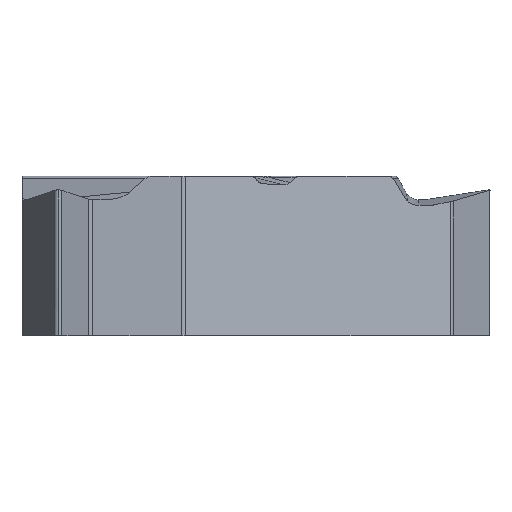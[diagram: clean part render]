
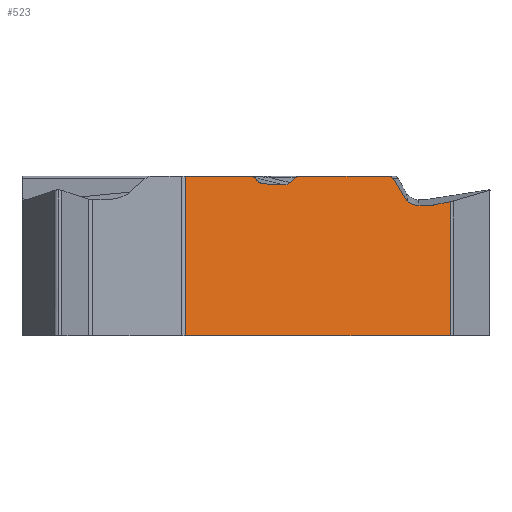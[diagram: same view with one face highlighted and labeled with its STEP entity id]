
A CAD part, front view. The second image highlights one B-rep face of the part: STEP entity #523.
In plain terms, the highlighted planar face has unit normal (0.5, -0.866, 0).
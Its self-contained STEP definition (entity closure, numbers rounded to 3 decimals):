
#56=PLANE('',#1775);
#96=FACE_OUTER_BOUND('',#672,.T.);
#192=ELLIPSE('',#1768,0.37,0.33);
#193=ELLIPSE('',#1769,0.401,0.33);
#194=ELLIPSE('',#1770,0.177,0.15);
#195=ELLIPSE('',#1771,0.167,0.15);
#196=ELLIPSE('',#1772,0.314,0.3);
#197=ELLIPSE('',#1773,0.314,0.3);
#198=ELLIPSE('',#1774,0.15,0.15);
#269=LINE('',#2960,#410);
#270=LINE('',#2963,#411);
#271=LINE('',#2965,#412);
#272=LINE('',#2969,#413);
#273=LINE('',#2973,#414);
#274=LINE('',#2977,#415);
#275=LINE('',#2981,#416);
#276=LINE('',#2985,#417);
#277=LINE('',#2989,#418);
#278=LINE('',#2993,#419);
#279=LINE('',#2995,#420);
#410=VECTOR('',#2039,1.);
#411=VECTOR('',#2040,1.);
#412=VECTOR('',#2041,1.);
#413=VECTOR('',#2044,1.);
#414=VECTOR('',#2047,1.);
#415=VECTOR('',#2050,1.);
#416=VECTOR('',#2053,1.);
#417=VECTOR('',#2056,1.);
#418=VECTOR('',#2059,1.);
#419=VECTOR('',#2062,1.);
#420=VECTOR('',#2063,1.);
#523=ADVANCED_FACE('',(#96),#56,.F.);
#672=EDGE_LOOP('',(#836,#837,#838,#839,#840,#841,#842,#843,#844,#845,#846,
#847,#848,#849,#850,#851,#852,#853));
#836=ORIENTED_EDGE('',*,*,#1474,.F.);
#837=ORIENTED_EDGE('',*,*,#1475,.T.);
#838=ORIENTED_EDGE('',*,*,#1476,.T.);
#839=ORIENTED_EDGE('',*,*,#1477,.T.);
#840=ORIENTED_EDGE('',*,*,#1478,.F.);
#841=ORIENTED_EDGE('',*,*,#1479,.T.);
#842=ORIENTED_EDGE('',*,*,#1480,.T.);
#843=ORIENTED_EDGE('',*,*,#1481,.F.);
#844=ORIENTED_EDGE('',*,*,#1482,.F.);
#845=ORIENTED_EDGE('',*,*,#1483,.F.);
#846=ORIENTED_EDGE('',*,*,#1484,.T.);
#847=ORIENTED_EDGE('',*,*,#1485,.T.);
#848=ORIENTED_EDGE('',*,*,#1486,.T.);
#849=ORIENTED_EDGE('',*,*,#1487,.T.);
#850=ORIENTED_EDGE('',*,*,#1488,.T.);
#851=ORIENTED_EDGE('',*,*,#1489,.F.);
#852=ORIENTED_EDGE('',*,*,#1490,.F.);
#853=ORIENTED_EDGE('',*,*,#1491,.T.);
#1306=VERTEX_POINT('',#2961);
#1307=VERTEX_POINT('',#2962);
#1308=VERTEX_POINT('',#2964);
#1309=VERTEX_POINT('',#2966);
#1310=VERTEX_POINT('',#2968);
#1311=VERTEX_POINT('',#2970);
#1312=VERTEX_POINT('',#2972);
#1313=VERTEX_POINT('',#2974);
#1314=VERTEX_POINT('',#2976);
#1315=VERTEX_POINT('',#2978);
#1316=VERTEX_POINT('',#2980);
#1317=VERTEX_POINT('',#2982);
#1318=VERTEX_POINT('',#2984);
#1319=VERTEX_POINT('',#2986);
#1320=VERTEX_POINT('',#2988);
#1321=VERTEX_POINT('',#2990);
#1322=VERTEX_POINT('',#2992);
#1323=VERTEX_POINT('',#2994);
#1474=EDGE_CURVE('',#1306,#1307,#269,.T.);
#1475=EDGE_CURVE('',#1306,#1308,#270,.T.);
#1476=EDGE_CURVE('',#1308,#1309,#271,.T.);
#1477=EDGE_CURVE('',#1309,#1310,#192,.T.);
#1478=EDGE_CURVE('',#1311,#1310,#272,.T.);
#1479=EDGE_CURVE('',#1311,#1312,#193,.T.);
#1480=EDGE_CURVE('',#1312,#1313,#273,.T.);
#1481=EDGE_CURVE('',#1314,#1313,#194,.T.);
#1482=EDGE_CURVE('',#1315,#1314,#274,.T.);
#1483=EDGE_CURVE('',#1316,#1315,#195,.T.);
#1484=EDGE_CURVE('',#1316,#1317,#275,.T.);
#1485=EDGE_CURVE('',#1317,#1318,#196,.T.);
#1486=EDGE_CURVE('',#1318,#1319,#276,.T.);
#1487=EDGE_CURVE('',#1319,#1320,#197,.T.);
#1488=EDGE_CURVE('',#1320,#1321,#277,.T.);
#1489=EDGE_CURVE('',#1322,#1321,#198,.T.);
#1490=EDGE_CURVE('',#1323,#1322,#278,.T.);
#1491=EDGE_CURVE('',#1323,#1307,#279,.T.);
#1768=AXIS2_PLACEMENT_3D('',#2967,#2042,#2043);
#1769=AXIS2_PLACEMENT_3D('',#2971,#2045,#2046);
#1770=AXIS2_PLACEMENT_3D('',#2975,#2048,#2049);
#1771=AXIS2_PLACEMENT_3D('',#2979,#2051,#2052);
#1772=AXIS2_PLACEMENT_3D('',#2983,#2054,#2055);
#1773=AXIS2_PLACEMENT_3D('',#2987,#2057,#2058);
#1774=AXIS2_PLACEMENT_3D('',#2991,#2060,#2061);
#1775=AXIS2_PLACEMENT_3D('',#2996,#2064,#2065);
#2039=DIRECTION('',(-0.866,-0.5,0.));
#2040=DIRECTION('',(0.,0.,1.));
#2041=DIRECTION('',(-0.853,-0.492,-0.174));
#2042=DIRECTION('',(-0.5,0.866,0.));
#2043=DIRECTION('',(-0.853,-0.492,-0.174));
#2044=DIRECTION('',(0.866,0.5,0.));
#2045=DIRECTION('',(-0.5,0.866,0.));
#2046=DIRECTION('',(-0.859,-0.496,0.126));
#2047=DIRECTION('',(-0.499,-0.288,0.817));
#2048=DIRECTION('',(-0.5,0.866,0.));
#2049=DIRECTION('',(-0.866,-0.5,0.));
#2050=DIRECTION('',(0.866,0.5,0.));
#2051=DIRECTION('',(-0.5,0.866,0.));
#2052=DIRECTION('',(-0.866,-0.5,0.));
#2053=DIRECTION('',(-0.687,-0.397,-0.608));
#2054=DIRECTION('',(-0.5,0.866,0.));
#2055=DIRECTION('',(-0.7,-0.404,0.589));
#2056=DIRECTION('',(-0.865,-0.499,0.049));
#2057=DIRECTION('',(-0.5,0.866,0.));
#2058=DIRECTION('',(-0.7,-0.404,0.589));
#2059=DIRECTION('',(-0.656,-0.378,0.653));
#2060=DIRECTION('',(-0.5,0.866,0.));
#2061=DIRECTION('',(0.866,0.5,0.));
#2062=DIRECTION('',(0.866,0.5,0.));
#2063=DIRECTION('',(0.,0.,-1.));
#2064=DIRECTION('',(-0.5,0.866,0.));
#2065=DIRECTION('',(-0.866,-0.5,0.));
#2960=CARTESIAN_POINT('',(8.733,-0.457,-3.97));
#2961=CARTESIAN_POINT('',(7.035,-1.437,-3.97));
#2962=CARTESIAN_POINT('',(-0.252,-5.645,-3.97));
#2963=CARTESIAN_POINT('',(7.035,-1.437,0.05));
#2964=CARTESIAN_POINT('',(7.035,-1.437,-0.272));
#2965=CARTESIAN_POINT('',(-3.591,-7.573,-2.436));
#2966=CARTESIAN_POINT('',(6.585,-1.698,-0.364));
#2967=CARTESIAN_POINT('',(6.535,-1.726,-0.039));
#2968=CARTESIAN_POINT('',(6.523,-1.733,-0.37));
#2969=CARTESIAN_POINT('',(-3.971,-7.792,-0.37));
#2970=CARTESIAN_POINT('',(6.117,-1.968,-0.37));
#2971=CARTESIAN_POINT('',(6.1,-1.978,-0.039));
#2972=CARTESIAN_POINT('',(5.803,-2.149,-0.195));
#2973=CARTESIAN_POINT('',(2.453,-4.083,5.285));
#2974=CARTESIAN_POINT('',(5.465,-2.344,0.357));
#2975=CARTESIAN_POINT('',(5.334,-2.42,0.28));
#2976=CARTESIAN_POINT('',(5.334,-2.42,0.43));
#2977=CARTESIAN_POINT('',(-3.971,-7.792,0.43));
#2978=CARTESIAN_POINT('',(2.884,-3.834,0.43));
#2979=CARTESIAN_POINT('',(2.884,-3.834,0.28));
#2980=CARTESIAN_POINT('',(2.79,-3.888,0.394));
#2981=CARTESIAN_POINT('',(-1.614,-6.431,-3.502));
#2982=CARTESIAN_POINT('',(2.626,-3.983,0.249));
#2983=CARTESIAN_POINT('',(2.457,-4.081,0.493));
#2984=CARTESIAN_POINT('',(2.455,-4.082,0.188));
#2985=CARTESIAN_POINT('',(8.725,-0.462,-0.163));
#2986=CARTESIAN_POINT('',(1.893,-4.407,0.22));
#2987=CARTESIAN_POINT('',(1.894,-4.406,0.525));
#2988=CARTESIAN_POINT('',(1.723,-4.505,0.299));
#2989=CARTESIAN_POINT('',(5.846,-2.124,-3.812));
#2990=CARTESIAN_POINT('',(1.628,-4.559,0.394));
#2991=CARTESIAN_POINT('',(1.543,-4.608,0.28));
#2992=CARTESIAN_POINT('',(1.543,-4.608,0.43));
#2993=CARTESIAN_POINT('',(8.733,-0.457,0.43));
#2994=CARTESIAN_POINT('',(-0.252,-5.645,0.43));
#2995=CARTESIAN_POINT('',(-0.252,-5.645,0.05));
#2996=CARTESIAN_POINT('',(8.733,-0.457,0.05));
